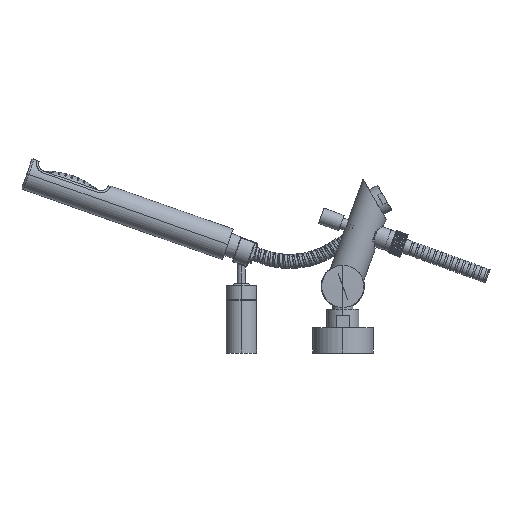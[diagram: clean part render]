
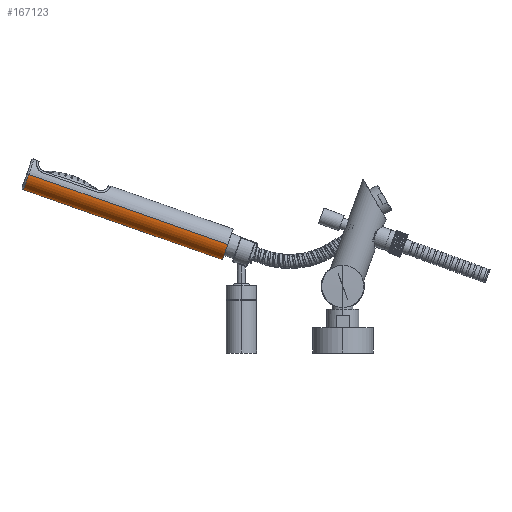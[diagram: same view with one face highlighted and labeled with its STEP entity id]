
A CAD part, left-side view. The second image highlights one B-rep face of the part: STEP entity #167123.
In plain terms, the highlighted cylindrical face has radius 16 mm (diameter 32 mm), a partial arc.
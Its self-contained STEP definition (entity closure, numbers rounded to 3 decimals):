
#161001=CARTESIAN_POINT('',(275.,113.508,41.391));
#161002=DIRECTION('',(0.,0.943,0.332));
#161003=DIRECTION('',(1.,0.,0.));
#161004=AXIS2_PLACEMENT_3D('',#161001,#161002,#161003);
#161021=CARTESIAN_POINT('',(275.,309.715,110.433));
#161022=DIRECTION('',(0.,0.943,0.332));
#161023=DIRECTION('',(1.,0.,0.));
#161024=AXIS2_PLACEMENT_3D('',#161021,#161022,#161023);
#161026=DIRECTION('',(0.,0.943,0.332));
#161027=VECTOR('',#161026,208.);
#161028=CARTESIAN_POINT('',(291.,113.508,41.391));
#161029=LINE('',#161028,#161027);
#161055=DIRECTION('',(0.,0.943,0.332));
#161056=VECTOR('',#161055,208.);
#161057=CARTESIAN_POINT('',(259.,113.508,41.391));
#161058=LINE('',#161057,#161056);
#166421=CARTESIAN_POINT('',(291.,113.508,41.391));
#166422=CARTESIAN_POINT('',(259.,113.508,41.391));
#166423=VERTEX_POINT('',#166421);
#166424=VERTEX_POINT('',#166422);
#166437=CARTESIAN_POINT('',(259.,309.715,110.433));
#166438=CARTESIAN_POINT('',(291.,309.715,110.433));
#166439=VERTEX_POINT('',#166437);
#166440=VERTEX_POINT('',#166438);
#167109=CARTESIAN_POINT('',(275.,113.508,41.391));
#167110=DIRECTION('',(0.,0.943,0.332));
#167111=DIRECTION('',(1.,0.,0.));
#167112=AXIS2_PLACEMENT_3D('',#167109,#167110,#167111);
#167113=CYLINDRICAL_SURFACE('',#167112,16.);
#167115=ORIENTED_EDGE('',*,*,#167114,.T.);
#167117=ORIENTED_EDGE('',*,*,#167116,.F.);
#167118=ORIENTED_EDGE('',*,*,#167090,.F.);
#167120=ORIENTED_EDGE('',*,*,#167119,.T.);
#167121=EDGE_LOOP('',(#167115,#167117,#167118,#167120));
#167122=FACE_OUTER_BOUND('',#167121,.F.);
#167123=ADVANCED_FACE('',(#167122),#167113,.T.);
#161005=CIRCLE('',#161004,16.);
#161025=CIRCLE('',#161024,16.);
#167090=EDGE_CURVE('',#166423,#166424,#161005,.T.);
#167114=EDGE_CURVE('',#166440,#166439,#161025,.T.);
#167116=EDGE_CURVE('',#166424,#166439,#161058,.T.);
#167119=EDGE_CURVE('',#166423,#166440,#161029,.T.);
